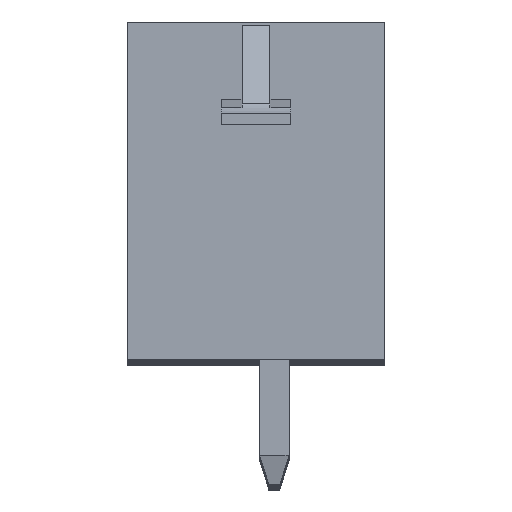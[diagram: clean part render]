
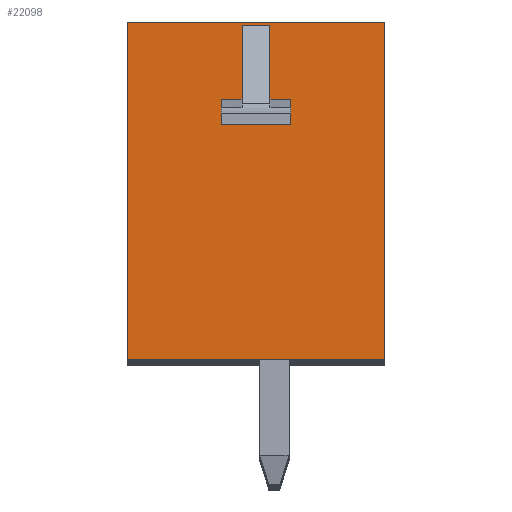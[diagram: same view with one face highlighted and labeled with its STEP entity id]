
A CAD part, top view. The second image highlights one B-rep face of the part: STEP entity #22098.
In plain terms, the highlighted planar face has unit normal (0, 0, 1).
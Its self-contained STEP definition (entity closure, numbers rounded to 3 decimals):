
#1=DIRECTION('',(1.,0.,0.));
#2=VECTOR('',#1,7.);
#3=CARTESIAN_POINT('',(-3.6,-3.853,0.));
#4=LINE('',#3,#2);
#5=DIRECTION('',(0.,-1.,0.));
#6=VECTOR('',#5,9.2);
#7=CARTESIAN_POINT('',(-3.6,5.347,0.));
#8=LINE('',#7,#6);
#9=DIRECTION('',(-1.,0.,0.));
#10=VECTOR('',#9,7.);
#11=CARTESIAN_POINT('',(3.4,5.347,0.));
#12=LINE('',#11,#10);
#13=DIRECTION('',(0.,1.,0.));
#14=VECTOR('',#13,9.2);
#15=CARTESIAN_POINT('',(3.4,-3.853,0.));
#16=LINE('',#15,#14);
#17=DIRECTION('',(0.,1.,0.));
#18=VECTOR('',#17,0.495);
#19=CARTESIAN_POINT('',(0.85,2.747,0.));
#20=LINE('',#19,#18);
#21=DIRECTION('',(-1.,0.,0.));
#22=VECTOR('',#21,0.76);
#23=CARTESIAN_POINT('',(0.28,5.244,0.));
#24=LINE('',#23,#22);
#25=DIRECTION('',(1.,0.,0.));
#26=VECTOR('',#25,0.57);
#27=CARTESIAN_POINT('',(-1.05,3.242,0.));
#28=LINE('',#27,#26);
#29=DIRECTION('',(0.,1.,0.));
#30=VECTOR('',#29,0.495);
#31=CARTESIAN_POINT('',(-1.05,2.747,0.));
#32=LINE('',#31,#30);
#33=DIRECTION('',(-1.,0.,0.));
#34=VECTOR('',#33,1.9);
#35=CARTESIAN_POINT('',(0.85,2.747,0.));
#36=LINE('',#35,#34);
#16918=DIRECTION('',(-1.,0.,0.));
#16919=VECTOR('',#16918,0.57);
#16920=CARTESIAN_POINT('',(0.85,3.242,0.));
#16921=LINE('',#16920,#16919);
#16922=DIRECTION('',(0.,-1.,0.));
#16923=VECTOR('',#16922,2.002);
#16924=CARTESIAN_POINT('',(0.28,5.244,0.));
#16925=LINE('',#16924,#16923);
#16989=DIRECTION('',(0.,1.,0.));
#16990=VECTOR('',#16989,2.002);
#16991=CARTESIAN_POINT('',(-0.48,3.242,0.));
#16992=LINE('',#16991,#16990);
#17001=CARTESIAN_POINT('',(-3.6,-3.853,0.));
#17002=CARTESIAN_POINT('',(3.4,-3.853,0.));
#17003=VERTEX_POINT('',#17001);
#17004=VERTEX_POINT('',#17002);
#17005=CARTESIAN_POINT('',(3.4,5.347,0.));
#17006=VERTEX_POINT('',#17005);
#17007=CARTESIAN_POINT('',(-3.6,5.347,0.));
#17008=VERTEX_POINT('',#17007);
#18104=CARTESIAN_POINT('',(0.85,2.747,0.));
#18105=VERTEX_POINT('',#18104);
#18106=CARTESIAN_POINT('',(-1.05,2.747,0.));
#18107=VERTEX_POINT('',#18106);
#18109=CARTESIAN_POINT('',(-0.48,3.242,0.));
#18111=VERTEX_POINT('',#18109);
#18112=CARTESIAN_POINT('',(-0.48,5.244,0.));
#18113=VERTEX_POINT('',#18112);
#18114=CARTESIAN_POINT('',(-1.05,3.242,0.));
#18115=VERTEX_POINT('',#18114);
#18120=CARTESIAN_POINT('',(0.28,5.244,0.));
#18121=CARTESIAN_POINT('',(0.28,3.242,0.));
#18122=VERTEX_POINT('',#18120);
#18123=VERTEX_POINT('',#18121);
#18126=CARTESIAN_POINT('',(0.85,3.242,0.));
#18127=VERTEX_POINT('',#18126);
#22065=CARTESIAN_POINT('',(0.,0.,0.));
#22066=DIRECTION('',(0.,0.,1.));
#22067=DIRECTION('',(1.,0.,0.));
#22068=AXIS2_PLACEMENT_3D('',#22065,#22066,#22067);
#22069=PLANE('',#22068);
#22071=ORIENTED_EDGE('',*,*,#22070,.F.);
#22073=ORIENTED_EDGE('',*,*,#22072,.F.);
#22075=ORIENTED_EDGE('',*,*,#22074,.F.);
#22077=ORIENTED_EDGE('',*,*,#22076,.F.);
#22078=EDGE_LOOP('',(#22071,#22073,#22075,#22077));
#22079=FACE_OUTER_BOUND('',#22078,.F.);
#22081=ORIENTED_EDGE('',*,*,#22080,.T.);
#22083=ORIENTED_EDGE('',*,*,#22082,.T.);
#22085=ORIENTED_EDGE('',*,*,#22084,.F.);
#22087=ORIENTED_EDGE('',*,*,#22086,.T.);
#22089=ORIENTED_EDGE('',*,*,#22088,.F.);
#22091=ORIENTED_EDGE('',*,*,#22090,.F.);
#22093=ORIENTED_EDGE('',*,*,#22092,.F.);
#22095=ORIENTED_EDGE('',*,*,#22094,.F.);
#22096=EDGE_LOOP('',(#22081,#22083,#22085,#22087,#22089,#22091,#22093,#22095));
#22097=FACE_BOUND('',#22096,.F.);
#22070=EDGE_CURVE('',#17003,#17004,#4,.T.);
#22072=EDGE_CURVE('',#17008,#17003,#8,.T.);
#22074=EDGE_CURVE('',#17006,#17008,#12,.T.);
#22076=EDGE_CURVE('',#17004,#17006,#16,.T.);
#22080=EDGE_CURVE('',#18105,#18127,#20,.T.);
#22082=EDGE_CURVE('',#18127,#18123,#16921,.T.);
#22084=EDGE_CURVE('',#18122,#18123,#16925,.T.);
#22086=EDGE_CURVE('',#18122,#18113,#24,.T.);
#22088=EDGE_CURVE('',#18111,#18113,#16992,.T.);
#22090=EDGE_CURVE('',#18115,#18111,#28,.T.);
#22092=EDGE_CURVE('',#18107,#18115,#32,.T.);
#22094=EDGE_CURVE('',#18105,#18107,#36,.T.);
#22098=ADVANCED_FACE('',(#22079,#22097),#22069,.T.);
